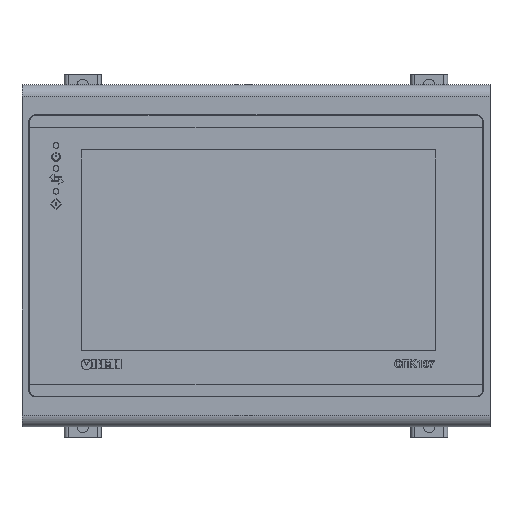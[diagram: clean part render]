
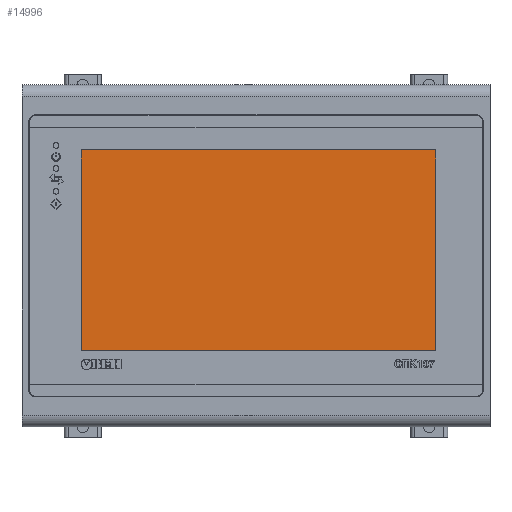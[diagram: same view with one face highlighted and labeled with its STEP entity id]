
A CAD part, top view. The second image highlights one B-rep face of the part: STEP entity #14996.
In plain terms, the highlighted planar face has unit normal (0, 0, 1).
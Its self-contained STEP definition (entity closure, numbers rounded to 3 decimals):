
#1146 = EDGE_CURVE ( 'NONE', #148211, #122464, #71800, .T. ) ;
#1976 = EDGE_LOOP ( 'NONE', ( #115700, #23545, #134104, #202980 ) ) ;
#9164 = DIRECTION ( 'NONE',  ( 0., 1., 0. ) ) ;
#10173 = VERTEX_POINT ( 'NONE', #207760 ) ;
#11192 = CARTESIAN_POINT ( 'NONE',  ( 22.5, 20., 0. ) ) ;
#14016 = DIRECTION ( 'NONE',  ( 1., 0., 0. ) ) ;
#14996 = ADVANCED_FACE ( 'NONE', ( #34051 ), #82819, .T. ) ;
#23545 = ORIENTED_EDGE ( 'NONE', *, *, #134610, .T. ) ;
#31989 = VECTOR ( 'NONE', #49934, 1000. ) ;
#34051 = FACE_OUTER_BOUND ( 'NONE', #1976, .T. ) ;
#34323 = AXIS2_PLACEMENT_3D ( 'NONE', #47354, #151361, #14016 ) ;
#37171 = EDGE_CURVE ( 'NONE', #173724, #148211, #83310, .T. ) ;
#47354 = CARTESIAN_POINT ( 'NONE',  ( 0., 0., 0. ) ) ;
#49934 = DIRECTION ( 'NONE',  ( 0., -1., 0. ) ) ;
#50141 = VECTOR ( 'NONE', #129850, 1000. ) ;
#67701 = CARTESIAN_POINT ( 'NONE',  ( 22.5, 107.4, 0. ) ) ;
#68077 = DIRECTION ( 'NONE',  ( -1., 0., 0. ) ) ;
#71800 = LINE ( 'NONE', #67701, #31989 ) ;
#82595 = CARTESIAN_POINT ( 'NONE',  ( 22.5, 107.4, 0. ) ) ;
#82819 = PLANE ( 'NONE',  #34323 ) ;
#83310 = LINE ( 'NONE', #204003, #102064 ) ;
#100575 = LINE ( 'NONE', #11192, #50141 ) ;
#102064 = VECTOR ( 'NONE', #68077, 1000. ) ;
#115700 = ORIENTED_EDGE ( 'NONE', *, *, #1146, .T. ) ;
#116485 = EDGE_CURVE ( 'NONE', #10173, #173724, #126996, .T. ) ;
#122464 = VERTEX_POINT ( 'NONE', #147477 ) ;
#126996 = LINE ( 'NONE', #193285, #129588 ) ;
#129588 = VECTOR ( 'NONE', #9164, 1000. ) ;
#129850 = DIRECTION ( 'NONE',  ( 1., 0., 0. ) ) ;
#134104 = ORIENTED_EDGE ( 'NONE', *, *, #116485, .T. ) ;
#134610 = EDGE_CURVE ( 'NONE', #122464, #10173, #100575, .T. ) ;
#147477 = CARTESIAN_POINT ( 'NONE',  ( 22.5, 20., 0. ) ) ;
#148211 = VERTEX_POINT ( 'NONE', #82595 ) ;
#151361 = DIRECTION ( 'NONE',  ( 0., 0., 1. ) ) ;
#173724 = VERTEX_POINT ( 'NONE', #218402 ) ;
#193285 = CARTESIAN_POINT ( 'NONE',  ( 176.9, 107.4, 0. ) ) ;
#202980 = ORIENTED_EDGE ( 'NONE', *, *, #37171, .T. ) ;
#204003 = CARTESIAN_POINT ( 'NONE',  ( 22.5, 107.4, 0. ) ) ;
#207760 = CARTESIAN_POINT ( 'NONE',  ( 176.9, 20., 0. ) ) ;
#218402 = CARTESIAN_POINT ( 'NONE',  ( 176.9, 107.4, 0. ) ) ;
